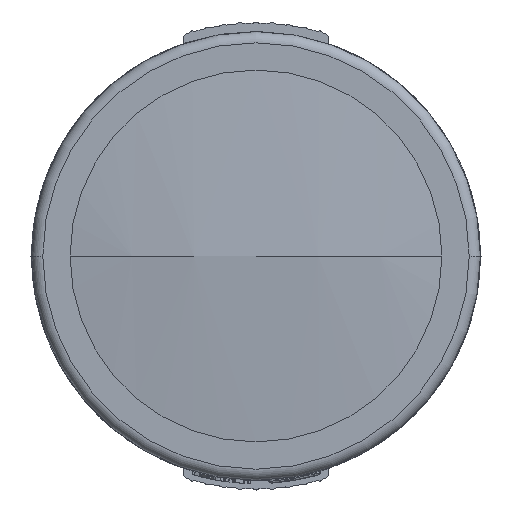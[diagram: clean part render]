
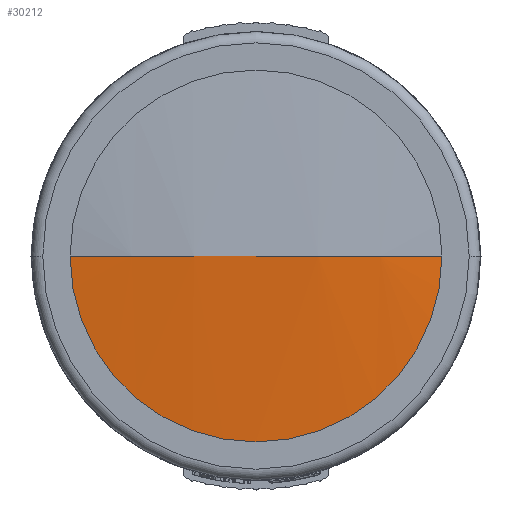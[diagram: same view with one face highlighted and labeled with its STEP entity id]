
A CAD part, front view. The second image highlights one B-rep face of the part: STEP entity #30212.
In plain terms, the highlighted spherical face has radius 200 mm.
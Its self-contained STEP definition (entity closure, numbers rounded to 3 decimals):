
#2386=CARTESIAN_POINT('',(0.,-11.664,
0.));
#2387=DIRECTION('',(0.,0.,1.));
#2388=DIRECTION('',(-0.145,-0.989,0.));
#2389=AXIS2_PLACEMENT_3D('',#2386,#2387,#2388);
#2391=CARTESIAN_POINT('',(0.,-11.664,
0.));
#2392=DIRECTION('',(0.,0.,-1.));
#2393=DIRECTION('',(0.145,-0.989,0.));
#2394=AXIS2_PLACEMENT_3D('',#2391,#2392,#2393);
#2396=CARTESIAN_POINT('',(0.,-209.55,
0.));
#2397=DIRECTION('',(0.,-1.,0.));
#2398=DIRECTION('',(-1.,0.,0.));
#2399=AXIS2_PLACEMENT_3D('',#2396,#2397,#2398);
#27195=CARTESIAN_POINT('',(-29.,-209.55,
0.));
#27196=CARTESIAN_POINT('',(0.,-211.664,
0.));
#27197=VERTEX_POINT('',#27195);
#27198=VERTEX_POINT('',#27196);
#27199=CARTESIAN_POINT('',(29.,-209.55,
0.));
#27200=VERTEX_POINT('',#27199);
#30200=CARTESIAN_POINT('',(0.,-11.664,
0.));
#30201=DIRECTION('',(0.,1.,0.));
#30202=DIRECTION('',(1.,0.,0.));
#30203=AXIS2_PLACEMENT_3D('',#30200,#30201,#30202);
#30204=SPHERICAL_SURFACE('',#30203,200.);
#30206=ORIENTED_EDGE('',*,*,#30205,.T.);
#30208=ORIENTED_EDGE('',*,*,#30207,.F.);
#30209=ORIENTED_EDGE('',*,*,#30181,.F.);
#30210=EDGE_LOOP('',(#30206,#30208,#30209));
#30211=FACE_OUTER_BOUND('',#30210,.F.);
#30212=ADVANCED_FACE('',(#30211),#30204,.T.);
#2390=CIRCLE('',#2389,200.);
#2395=CIRCLE('',#2394,200.);
#2400=CIRCLE('',#2399,29.);
#30181=EDGE_CURVE('',#27197,#27200,#2400,.T.);
#30205=EDGE_CURVE('',#27197,#27198,#2390,.T.);
#30207=EDGE_CURVE('',#27200,#27198,#2395,.T.);
